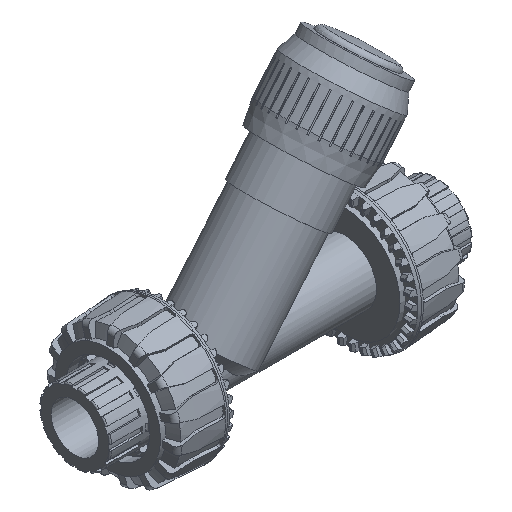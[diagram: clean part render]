
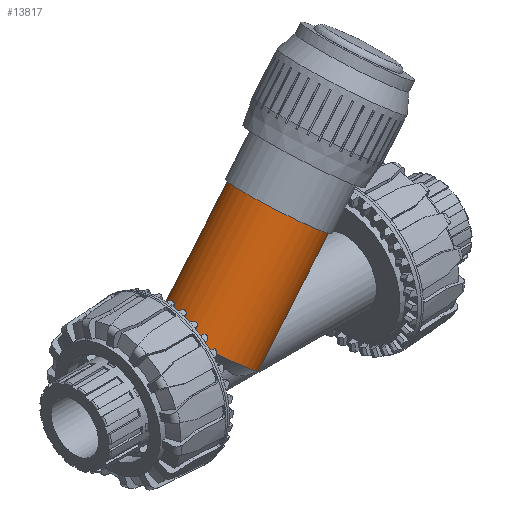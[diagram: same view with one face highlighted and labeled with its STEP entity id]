
A CAD part, isometric view. The second image highlights one B-rep face of the part: STEP entity #13817.
In plain terms, the highlighted cylindrical face has radius 15.8 mm (diameter 31.6 mm), a full revolution.
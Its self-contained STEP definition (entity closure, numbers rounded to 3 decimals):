
#381=B_SPLINE_CURVE_WITH_KNOTS($,3,(#20561,#20562,#20563,#20564,#20565,
#20566,#20567,#20568,#20569,#20570,#20571,#20572,#20573,#20574,#20575,#20576,
#20577,#20578,#20579,#20580,#20581,#20582),.UNSPECIFIED.,.F.,.F.,(4,2,2,
2,2,2,2,2,2,2,4),(-6.441,-6.193,-5.945,
-5.448,-5.034,-4.62,-4.24,
-3.86,-3.614,-3.368,-3.28),
 .UNSPECIFIED.);
#382=B_SPLINE_CURVE_WITH_KNOTS($,3,(#20587,#20588,#20589,#20590,#20591,
#20592,#20593,#20594,#20595,#20596,#20597,#20598,#20599,#20600,#20601,#20602,
#20603,#20604,#20605,#20606,#20607,#20608,#20609),.UNSPECIFIED.,.F.,.F.,
(4,2,2,3,2,2,2,2,2,2,4),(8.443,8.531,8.777,
9.023,9.403,9.783,10.197,10.611,
11.108,11.356,11.604),.UNSPECIFIED.);
#2770=CYLINDRICAL_SURFACE($,#14641,15.8);
#2985=FACE_BOUND($,#3835,.T.);
#3026=FACE_OUTER_BOUND($,#3834,.T.);
#3834=EDGE_LOOP($,(#8979,#8980,#8981,#8982));
#3835=EDGE_LOOP($,(#8983));
#4649=CIRCLE($,#14616,15.8);
#4660=CIRCLE($,#14642,15.8);
#4661=CIRCLE($,#14643,15.8);
#5272=VERTEX_POINT($,#20446);
#5287=VERTEX_POINT($,#20559);
#5288=VERTEX_POINT($,#20560);
#5289=VERTEX_POINT($,#20583);
#5290=VERTEX_POINT($,#20585);
#6728=EDGE_CURVE($,#5272,#5272,#4649,.T.);
#6745=EDGE_CURVE($,#5287,#5288,#381,.T.);
#6746=EDGE_CURVE($,#5289,#5288,#4660,.T.);
#6747=EDGE_CURVE($,#5290,#5289,#4661,.T.);
#6748=EDGE_CURVE($,#5290,#5287,#382,.T.);
#8979=ORIENTED_EDGE($,*,*,#6745,.T.);
#8980=ORIENTED_EDGE($,*,*,#6746,.F.);
#8981=ORIENTED_EDGE($,*,*,#6747,.F.);
#8982=ORIENTED_EDGE($,*,*,#6748,.T.);
#8983=ORIENTED_EDGE($,*,*,#6728,.F.);
#13817=ADVANCED_FACE($,(#3026,#2985),#2770,.T.);
#14616=AXIS2_PLACEMENT_3D($,#20447,#16248,#16249);
#14641=AXIS2_PLACEMENT_3D($,#20558,#16300,#16301);
#14642=AXIS2_PLACEMENT_3D($,#20584,#16302,#16303);
#14643=AXIS2_PLACEMENT_3D($,#20586,#16304,#16305);
#16248=DIRECTION('center_axis',(0.643,0.,0.766));
#16249=DIRECTION('ref_axis',(-0.766,0.,0.643));
#16300=DIRECTION('center_axis',(0.643,0.,0.766));
#16301=DIRECTION('ref_axis',(-0.766,0.,0.643));
#16302=DIRECTION('center_axis',(-0.643,0.,-0.766));
#16303=DIRECTION('ref_axis',(0.766,0.,-0.643));
#16304=DIRECTION('center_axis',(-0.643,0.,-0.766));
#16305=DIRECTION('ref_axis',(0.766,0.,-0.643));
#20446=CARTESIAN_POINT('',(72.422,0.113,25.391));
#20447=CARTESIAN_POINT('Origin',(60.318,0.113,35.547));
#20558=CARTESIAN_POINT('Origin',(44.806,0.113,17.059));
#20559=CARTESIAN_POINT('',(61.654,0.113,12.559));
#20560=CARTESIAN_POINT('',(41.096,11.245,-4.805));
#20561=CARTESIAN_POINT('Ctrl Pts',(61.654,0.113,12.559));
#20562=CARTESIAN_POINT('Ctrl Pts',(61.654,0.941,12.559));
#20563=CARTESIAN_POINT('Ctrl Pts',(61.499,1.735,12.475));
#20564=CARTESIAN_POINT('Ctrl Pts',(60.952,3.237,12.178));
#20565=CARTESIAN_POINT('Ctrl Pts',(60.56,3.945,11.965));
#20566=CARTESIAN_POINT('Ctrl Pts',(59.149,5.914,11.19));
#20567=CARTESIAN_POINT('Ctrl Pts',(57.89,7.016,10.489));
#20568=CARTESIAN_POINT('Ctrl Pts',(55.643,8.594,9.196));
#20569=CARTESIAN_POINT('Ctrl Pts',(54.473,9.261,8.508));
#20570=CARTESIAN_POINT('Ctrl Pts',(52.089,10.391,7.038));
#20571=CARTESIAN_POINT('Ctrl Pts',(50.877,10.856,6.254));
#20572=CARTESIAN_POINT('Ctrl Pts',(48.776,11.538,4.796));
#20573=CARTESIAN_POINT('Ctrl Pts',(47.679,11.832,3.989));
#20574=CARTESIAN_POINT('Ctrl Pts',(45.585,12.245,2.233));
#20575=CARTESIAN_POINT('Ctrl Pts',(44.591,12.363,1.279));
#20576=CARTESIAN_POINT('Ctrl Pts',(43.25,12.363,-0.319));
#20577=CARTESIAN_POINT('Ctrl Pts',(42.751,12.314,-1.009));
#20578=CARTESIAN_POINT('Ctrl Pts',(41.912,12.068,-2.463));
#20579=CARTESIAN_POINT('Ctrl Pts',(41.572,11.869,-3.229));
#20580=CARTESIAN_POINT('Ctrl Pts',(41.239,11.482,-4.262));
#20581=CARTESIAN_POINT('Ctrl Pts',(41.162,11.369,-4.535));
#20582=CARTESIAN_POINT('Ctrl Pts',(41.096,11.245,-4.805));
#20583=CARTESIAN_POINT('',(20.404,0.113,12.559));
#20584=CARTESIAN_POINT('Origin',(32.507,0.113,2.403));
#20585=CARTESIAN_POINT('',(41.096,-11.019,-4.805));
#20586=CARTESIAN_POINT('Origin',(32.507,0.113,2.403));
#20587=CARTESIAN_POINT('Ctrl Pts',(41.096,-11.019,-4.805));
#20588=CARTESIAN_POINT('Ctrl Pts',(41.162,-11.143,-4.535));
#20589=CARTESIAN_POINT('Ctrl Pts',(41.239,-11.256,-4.262));
#20590=CARTESIAN_POINT('Ctrl Pts',(41.572,-11.643,-3.229));
#20591=CARTESIAN_POINT('Ctrl Pts',(41.912,-11.842,-2.463));
#20592=CARTESIAN_POINT('Ctrl Pts',(42.751,-12.088,-1.009));
#20593=CARTESIAN_POINT('Ctrl Pts',(43.25,-12.137,-0.319));
#20594=CARTESIAN_POINT('Ctrl Pts',(43.776,-12.137,0.309));
#20595=CARTESIAN_POINT('Ctrl Pts',(44.591,-12.137,1.279));
#20596=CARTESIAN_POINT('Ctrl Pts',(45.585,-12.018,2.233));
#20597=CARTESIAN_POINT('Ctrl Pts',(47.679,-11.606,3.989));
#20598=CARTESIAN_POINT('Ctrl Pts',(48.776,-11.311,4.796));
#20599=CARTESIAN_POINT('Ctrl Pts',(50.877,-10.63,6.254));
#20600=CARTESIAN_POINT('Ctrl Pts',(52.089,-10.165,7.038));
#20601=CARTESIAN_POINT('Ctrl Pts',(54.473,-9.035,8.508));
#20602=CARTESIAN_POINT('Ctrl Pts',(55.643,-8.368,9.196));
#20603=CARTESIAN_POINT('Ctrl Pts',(57.89,-6.79,10.489));
#20604=CARTESIAN_POINT('Ctrl Pts',(59.149,-5.688,11.19));
#20605=CARTESIAN_POINT('Ctrl Pts',(60.56,-3.719,11.965));
#20606=CARTESIAN_POINT('Ctrl Pts',(60.952,-3.011,12.178));
#20607=CARTESIAN_POINT('Ctrl Pts',(61.499,-1.509,12.475));
#20608=CARTESIAN_POINT('Ctrl Pts',(61.654,-0.714,
12.559));
#20609=CARTESIAN_POINT('Ctrl Pts',(61.654,0.113,12.559));
